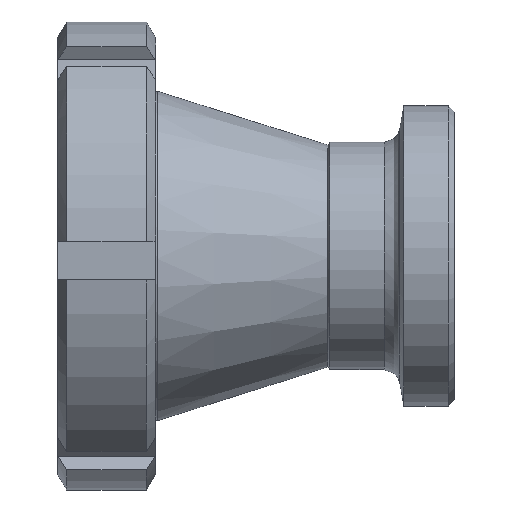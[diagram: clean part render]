
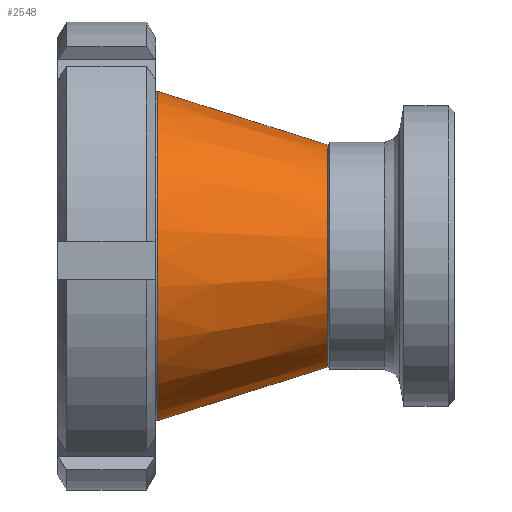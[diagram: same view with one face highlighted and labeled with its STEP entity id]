
A CAD part, top view. The second image highlights one B-rep face of the part: STEP entity #2548.
In plain terms, the highlighted conical face has half-angle 17.475 degrees and reference radius 43.597 mm.
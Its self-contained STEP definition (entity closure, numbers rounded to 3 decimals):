
#2514=CARTESIAN_POINT('',(-54.0,52.097,0.0));
#2515=VERTEX_POINT('',#2514);
#2516=CARTESIAN_POINT('',(-54.0,0.0,0.0));
#2517=DIRECTION('',(1.0,0.0,0.0));
#2518=DIRECTION('',(0.0,1.0,0.0));
#2519=AXIS2_PLACEMENT_3D('',#2516,#2517,#2518);
#2520=CIRCLE('',#2519,52.097);
#2521=EDGE_CURVE('',#2515,#2515,#2520,.T.);
#2529=CARTESIAN_POINT('',(-27.0,0.0,0.0));
#2530=DIRECTION('',(-1.0,0.0,0.0));
#2531=DIRECTION('',(0.0,1.0,0.0));
#2532=AXIS2_PLACEMENT_3D('',#2529,#2530,#2531);
#2533=CONICAL_SURFACE('',#2532,43.597,17.475);
#2534=CARTESIAN_POINT('',(0.,35.097,0.0));
#2535=VERTEX_POINT('',#2534);
#2536=CARTESIAN_POINT('',(0.,0.0,0.0));
#2537=DIRECTION('',(1.0,0.0,0.0));
#2538=DIRECTION('',(0.0,1.0,0.0));
#2539=AXIS2_PLACEMENT_3D('',#2536,#2537,#2538);
#2540=CIRCLE('',#2539,35.097);
#2541=EDGE_CURVE('',#2535,#2535,#2540,.T.);
#2542=ORIENTED_EDGE('',*,*,#2541,.F.);
#2543=EDGE_LOOP('',(#2542));
#2544=FACE_OUTER_BOUND('',#2543,.T.);
#2545=ORIENTED_EDGE('',*,*,#2521,.T.);
#2546=EDGE_LOOP('',(#2545));
#2547=FACE_BOUND('',#2546,.T.);
#2548=ADVANCED_FACE('',(#2544,#2547),#2533,.T.);
